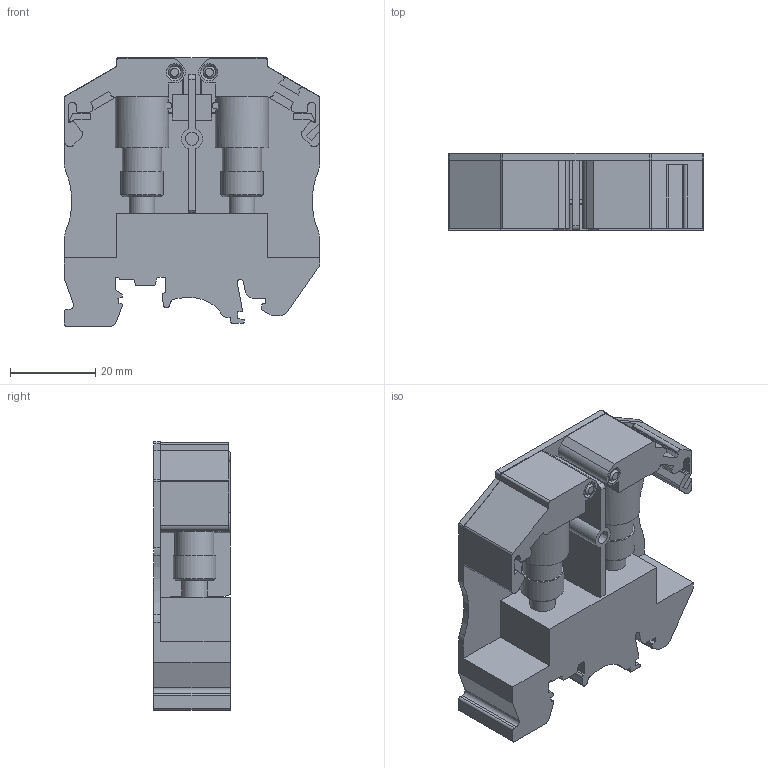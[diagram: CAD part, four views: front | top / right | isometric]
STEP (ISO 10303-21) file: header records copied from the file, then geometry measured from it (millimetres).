
FILE_DESCRIPTION(/* description */ ('Unknown'),/* implementation_level */ '2;1');
FILE_NAME(/* name */ 'OAT25_GY_3D',/* time_stamp */ '2019-09-30T17:22:01+06:00',/* author */ ('Unknown'),/* organization */ ('Unknown'),/* preprocessor_version */ 'ST-DEVELOPER v16.7',/* originating_system */ 'DEX',/* authorisation */ $);
FILE_SCHEMA (('AUTOMOTIVE_DESIGN {1 0 10303 214 3 1 1}'));
Length unit declared in the file: millimetre
Products named in the file (1): OAT25
Bounding box: 60 x 18 x 63 mm (x, y, z)
Volume: 33327.4 mm3; surface area: 19110.5 mm2
Topology: 1 solids, 5 shells, 360 faces, 1019 edges, 667 vertices
Faces by surface type: plane 226, cylinder 106, cone 24, bspline 4
Full cylindrical faces by diameter (mm): 2.9 x4, 3 x1, 4 x4, 4.917 x4, 6 x2, 9.2 x2, 10 x2, 12.5 x2
Entity records: 13988 total; most frequent: CARTESIAN_POINT 2152, ORIENTED_EDGE 1942, DIRECTION 1921, EDGE_CURVE 971, LINE 655, VECTOR 655, VERTEX_POINT 652, AXIS2_PLACEMENT_3D 633
